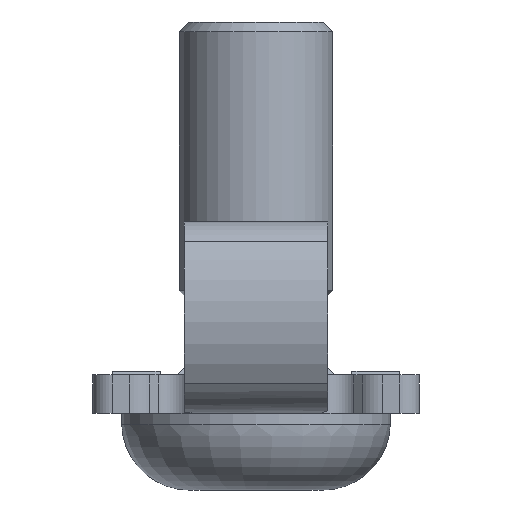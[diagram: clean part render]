
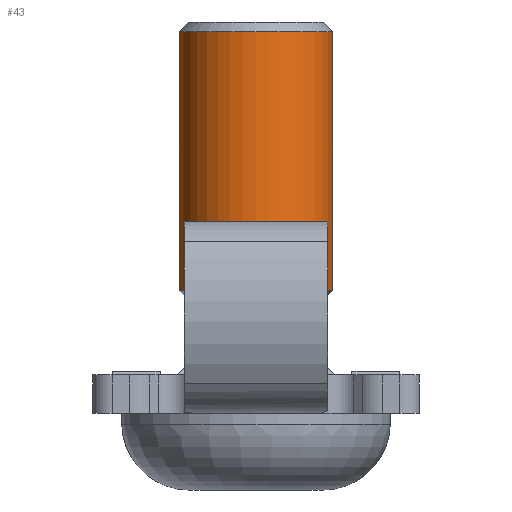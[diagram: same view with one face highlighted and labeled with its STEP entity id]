
A CAD part, left-side view. The second image highlights one B-rep face of the part: STEP entity #43.
In plain terms, the highlighted cylindrical face has radius 4 mm (diameter 8 mm), a partial arc.
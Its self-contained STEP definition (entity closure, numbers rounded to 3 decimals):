
#9 = VERTEX_POINT ( 'NONE', #2780 ) ;
#12 = CIRCLE ( 'NONE', #3011, 4. ) ;
#43 = ADVANCED_FACE ( 'NONE', ( #3729 ), #614, .T. ) ;
#164 = LINE ( 'NONE', #2577, #1199 ) ;
#184 = VERTEX_POINT ( 'NONE', #3248 ) ;
#234 = CARTESIAN_POINT ( 'NONE',  ( 0., 0., -4. ) ) ;
#522 = EDGE_CURVE ( 'NONE', #9, #4260, #12, .T. ) ;
#567 = LINE ( 'NONE', #234, #3550 ) ;
#614 = CYLINDRICAL_SURFACE ( 'NONE', #4563, 4. ) ;
#627 = DIRECTION ( 'NONE',  ( 0., 1., 0. ) ) ;
#632 = DIRECTION ( 'NONE',  ( 0., -1., 0. ) ) ;
#793 = EDGE_LOOP ( 'NONE', ( #1074, #1033, #3160, #1489 ) ) ;
#803 = AXIS2_PLACEMENT_3D ( 'NONE', #2953, #627, #3360 ) ;
#1033 = ORIENTED_EDGE ( 'NONE', *, *, #522, .T. ) ;
#1074 = ORIENTED_EDGE ( 'NONE', *, *, #2917, .F. ) ;
#1198 = EDGE_CURVE ( 'NONE', #184, #2076, #3631, .T. ) ;
#1199 = VECTOR ( 'NONE', #4538, 1000. ) ;
#1296 = CARTESIAN_POINT ( 'NONE',  ( 0., 14., 0. ) ) ;
#1383 = EDGE_CURVE ( 'NONE', #4260, #184, #567, .T. ) ;
#1489 = ORIENTED_EDGE ( 'NONE', *, *, #1198, .T. ) ;
#1681 = DIRECTION ( 'NONE',  ( 0., 0., -1. ) ) ;
#2076 = VERTEX_POINT ( 'NONE', #4890 ) ;
#2577 = CARTESIAN_POINT ( 'NONE',  ( 0., 0., 4. ) ) ;
#2780 = CARTESIAN_POINT ( 'NONE',  ( 0., 14., 4. ) ) ;
#2917 = EDGE_CURVE ( 'NONE', #9, #2076, #164, .T. ) ;
#2953 = CARTESIAN_POINT ( 'NONE',  ( 0., 0.5, 0. ) ) ;
#3011 = AXIS2_PLACEMENT_3D ( 'NONE', #1296, #4035, #1681 ) ;
#3160 = ORIENTED_EDGE ( 'NONE', *, *, #1383, .T. ) ;
#3248 = CARTESIAN_POINT ( 'NONE',  ( 0., 0.5, -4. ) ) ;
#3360 = DIRECTION ( 'NONE',  ( 0., 0., 1. ) ) ;
#3527 = DIRECTION ( 'NONE',  ( 0., 0., -1. ) ) ;
#3550 = VECTOR ( 'NONE', #632, 1000. ) ;
#3631 = CIRCLE ( 'NONE', #803, 4. ) ;
#3729 = FACE_OUTER_BOUND ( 'NONE', #793, .T. ) ;
#4035 = DIRECTION ( 'NONE',  ( 0., -1., 0. ) ) ;
#4234 = CARTESIAN_POINT ( 'NONE',  ( 0., 14., -4. ) ) ;
#4260 = VERTEX_POINT ( 'NONE', #4234 ) ;
#4288 = DIRECTION ( 'NONE',  ( 0., -1., 0. ) ) ;
#4538 = DIRECTION ( 'NONE',  ( 0., -1., 0. ) ) ;
#4563 = AXIS2_PLACEMENT_3D ( 'NONE', #4675, #4288, #3527 ) ;
#4675 = CARTESIAN_POINT ( 'NONE',  ( 0., 0., 0. ) ) ;
#4890 = CARTESIAN_POINT ( 'NONE',  ( 0., 0.5, 4. ) ) ;
